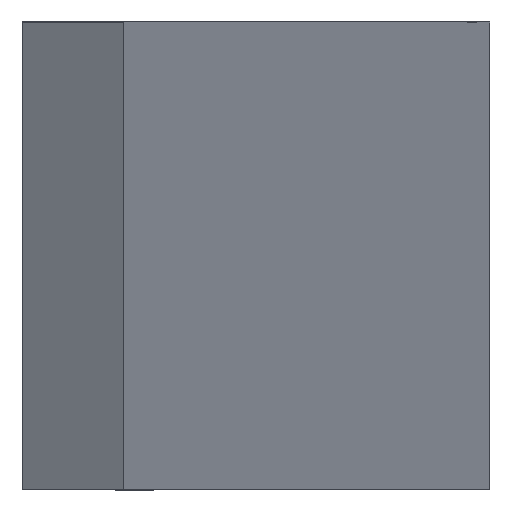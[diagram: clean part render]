
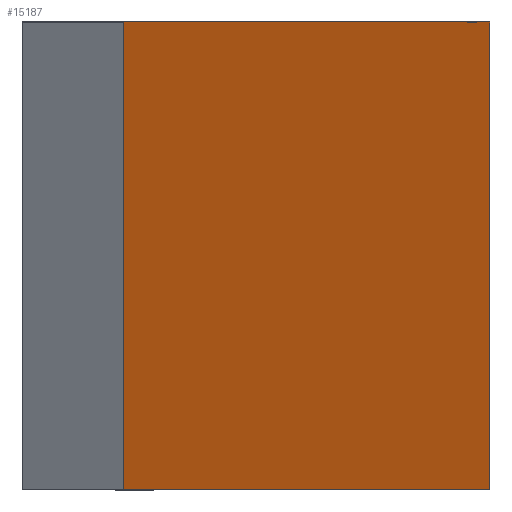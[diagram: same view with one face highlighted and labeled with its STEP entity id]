
A CAD part, left-side view. The second image highlights one B-rep face of the part: STEP entity #15187.
In plain terms, the highlighted planar face has unit normal (-0.943, 0, -0.334).
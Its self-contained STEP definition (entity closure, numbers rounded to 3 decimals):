
#1168 = LINE ( 'NONE', #17694, #2397 ) ;
#1803 = AXIS2_PLACEMENT_3D ( 'NONE', #29398, #7551, #12872 ) ;
#2329 = CARTESIAN_POINT ( 'NONE',  ( 0., 0., 0. ) ) ;
#2397 = VECTOR ( 'NONE', #12000, 1000. ) ;
#3234 = EDGE_LOOP ( 'NONE', ( #11153, #10060, #21658, #19848 ) ) ;
#4421 = FACE_OUTER_BOUND ( 'NONE', #3234, .T. ) ;
#5815 = VERTEX_POINT ( 'NONE', #2329 ) ;
#6510 = CARTESIAN_POINT ( 'NONE',  ( 0., 25., 0. ) ) ;
#6996 = PLANE ( 'NONE',  #1803 ) ;
#7551 = DIRECTION ( 'NONE',  ( 0.942, 0., 0.334 ) ) ;
#8001 = LINE ( 'NONE', #16998, #27901 ) ;
#10060 = ORIENTED_EDGE ( 'NONE', *, *, #28572, .T. ) ;
#11153 = ORIENTED_EDGE ( 'NONE', *, *, #14640, .F. ) ;
#12000 = DIRECTION ( 'NONE',  ( -0.334, 0., 0.942 ) ) ;
#12131 = CARTESIAN_POINT ( 'NONE',  ( 8.867, 19.585, -25. ) ) ;
#12872 = DIRECTION ( 'NONE',  ( 0.334, 0., -0.942 ) ) ;
#13871 = DIRECTION ( 'NONE',  ( -0.334, 0., 0.942 ) ) ;
#14105 = VERTEX_POINT ( 'NONE', #12131 ) ;
#14640 = EDGE_CURVE ( 'NONE', #14105, #17731, #1168, .T. ) ;
#15187 = ADVANCED_FACE ( 'NONE', ( #4421 ), #6996, .F. ) ;
#16998 = CARTESIAN_POINT ( 'NONE',  ( 8.867, 0., -25. ) ) ;
#17694 = CARTESIAN_POINT ( 'NONE',  ( 8.867, 19.585, -25. ) ) ;
#17731 = VERTEX_POINT ( 'NONE', #35110 ) ;
#18255 = LINE ( 'NONE', #6510, #27179 ) ;
#18775 = DIRECTION ( 'NONE',  ( 0., -1., 0. ) ) ;
#19276 = EDGE_CURVE ( 'NONE', #17731, #5815, #18255, .T. ) ;
#19848 = ORIENTED_EDGE ( 'NONE', *, *, #19276, .F. ) ;
#20384 = VERTEX_POINT ( 'NONE', #26348 ) ;
#20664 = DIRECTION ( 'NONE',  ( 0., -1., 0. ) ) ;
#21507 = VECTOR ( 'NONE', #18775, 1000. ) ;
#21658 = ORIENTED_EDGE ( 'NONE', *, *, #27831, .T. ) ;
#24451 = CARTESIAN_POINT ( 'NONE',  ( 8.867, 25., -25. ) ) ;
#26348 = CARTESIAN_POINT ( 'NONE',  ( 8.867, 0., -25. ) ) ;
#27179 = VECTOR ( 'NONE', #20664, 1000. ) ;
#27573 = LINE ( 'NONE', #24451, #21507 ) ;
#27831 = EDGE_CURVE ( 'NONE', #20384, #5815, #8001, .T. ) ;
#27901 = VECTOR ( 'NONE', #13871, 1000. ) ;
#28572 = EDGE_CURVE ( 'NONE', #14105, #20384, #27573, .T. ) ;
#29398 = CARTESIAN_POINT ( 'NONE',  ( 8.867, 25., -25. ) ) ;
#35110 = CARTESIAN_POINT ( 'NONE',  ( 0., 19.585, 0. ) ) ;
